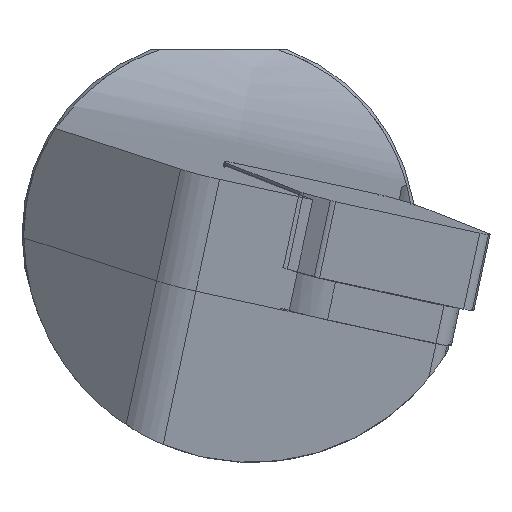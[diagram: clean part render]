
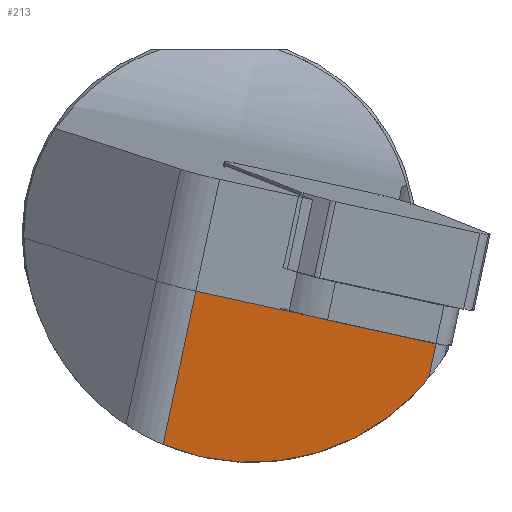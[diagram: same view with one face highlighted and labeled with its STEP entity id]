
A CAD part, left-side view. The second image highlights one B-rep face of the part: STEP entity #213.
In plain terms, the highlighted planar face has unit normal (-0.993, 0.072, -0.091).
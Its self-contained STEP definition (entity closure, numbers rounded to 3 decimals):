
#204=ELLIPSE('',#1134,18.627,18.5);
#213=ADVANCED_FACE('',(#298),#268,.F.);
#268=PLANE('',#1138);
#298=FACE_OUTER_BOUND('',#354,.T.);
#354=EDGE_LOOP('',(#571,#572,#573,#574,#575,#576));
#410=LINE('',#1517,#482);
#412=LINE('',#1568,#484);
#413=LINE('',#1570,#485);
#414=LINE('',#1571,#486);
#415=LINE('',#1573,#487);
#482=VECTOR('',#1238,1.);
#484=VECTOR('',#1260,1.);
#485=VECTOR('',#1261,1.);
#486=VECTOR('',#1262,1.);
#487=VECTOR('',#1263,1.);
#571=ORIENTED_EDGE('',*,*,#956,.F.);
#572=ORIENTED_EDGE('',*,*,#957,.T.);
#573=ORIENTED_EDGE('',*,*,#952,.T.);
#574=ORIENTED_EDGE('',*,*,#958,.F.);
#575=ORIENTED_EDGE('',*,*,#959,.F.);
#576=ORIENTED_EDGE('',*,*,#943,.F.);
#848=VERTEX_POINT('',#1514);
#849=VERTEX_POINT('',#1516);
#857=VERTEX_POINT('',#1556);
#858=VERTEX_POINT('',#1558);
#861=VERTEX_POINT('',#1569);
#862=VERTEX_POINT('',#1572);
#943=EDGE_CURVE('',#849,#848,#410,.T.);
#952=EDGE_CURVE('',#858,#857,#204,.T.);
#956=EDGE_CURVE('',#861,#849,#412,.T.);
#957=EDGE_CURVE('',#861,#858,#413,.T.);
#958=EDGE_CURVE('',#862,#857,#414,.T.);
#959=EDGE_CURVE('',#848,#862,#415,.T.);
#1134=AXIS2_PLACEMENT_3D('',#1557,#1252,#1253);
#1138=AXIS2_PLACEMENT_3D('',#1574,#1264,#1265);
#1238=DIRECTION('',(-0.051,-0.976,-0.213));
#1252=DIRECTION('',(-0.993,0.072,-0.091));
#1253=DIRECTION('',(-0.116,-0.615,0.78));
#1260=DIRECTION('',(-0.051,-0.976,-0.213));
#1261=DIRECTION('',(0.105,0.207,-0.973));
#1262=DIRECTION('',(0.105,0.207,-0.973));
#1263=DIRECTION('',(-0.051,-0.976,-0.213));
#1264=DIRECTION('',(0.993,-0.072,0.091));
#1265=DIRECTION('',(0.092,0.,-0.996));
#1514=CARTESIAN_POINT('',(-188.81,3.065,-6.651));
#1516=CARTESIAN_POINT('',(-188.724,4.712,-6.292));
#1517=CARTESIAN_POINT('',(-188.327,12.282,-4.64));
#1556=CARTESIAN_POINT('',(-189.049,-6.636,-11.695));
#1557=CARTESIAN_POINT('',(-189.079,7.742,-0.054));
#1558=CARTESIAN_POINT('',(-186.989,14.93,-17.1));
#1568=CARTESIAN_POINT('',(-188.327,12.282,-4.64));
#1569=CARTESIAN_POINT('',(-188.327,12.282,-4.64));
#1570=CARTESIAN_POINT('',(-231.906,-73.923,400.922));
#1571=CARTESIAN_POINT('',(-232.929,-93.436,396.665));
#1572=CARTESIAN_POINT('',(-189.35,-7.231,-8.898));
#1573=CARTESIAN_POINT('',(-188.327,12.282,-4.64));
#1574=CARTESIAN_POINT('',(-231.906,-73.923,400.922));
